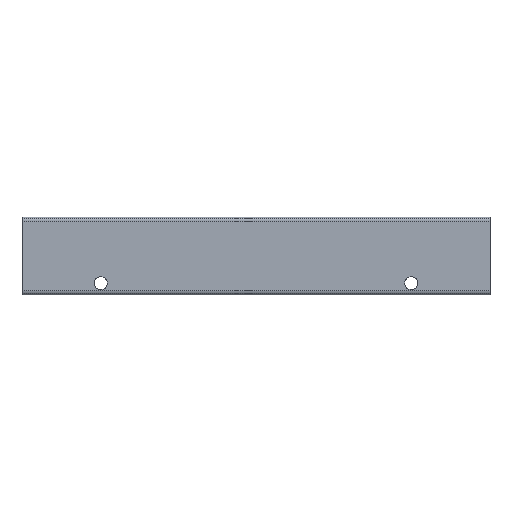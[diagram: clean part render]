
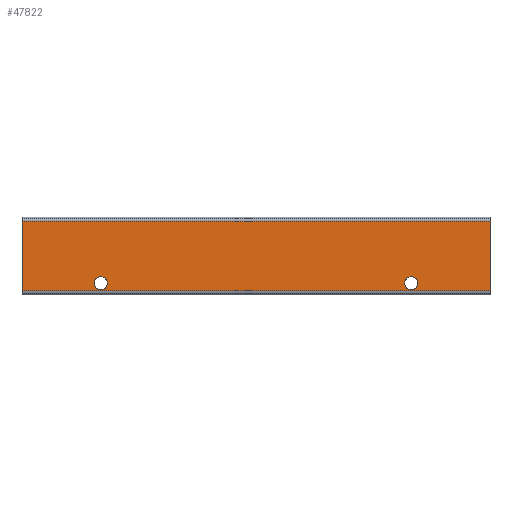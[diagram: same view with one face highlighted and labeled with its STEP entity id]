
A CAD part, top view. The second image highlights one B-rep face of the part: STEP entity #47822.
In plain terms, the highlighted planar face has unit normal (0, 0, 1).
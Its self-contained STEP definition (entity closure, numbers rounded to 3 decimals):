
#143=CARTESIAN_POINT('',(122.5,-10.5,10.0));
#144=VERTEX_POINT('',#143);
#160=CARTESIAN_POINT('',(117.5,-10.5,10.0));
#161=VERTEX_POINT('',#160);
#168=CARTESIAN_POINT('',(120.0,-10.5,10.0));
#169=DIRECTION('',(0.0,0.0,-1.0));
#170=DIRECTION('',(1.0,0.0,0.0));
#171=AXIS2_PLACEMENT_3D('',#168,#169,#170);
#172=CIRCLE('',#171,2.5);
#173=EDGE_CURVE('',#144,#161,#172,.T.);
#185=CARTESIAN_POINT('',(2.5,-10.5,10.0));
#186=VERTEX_POINT('',#185);
#202=CARTESIAN_POINT('',(-2.5,-10.5,10.0));
#203=VERTEX_POINT('',#202);
#210=CARTESIAN_POINT('',(0.,-10.5,10.0));
#211=DIRECTION('',(0.0,0.0,-1.0));
#212=DIRECTION('',(1.0,0.0,0.0));
#213=AXIS2_PLACEMENT_3D('',#210,#211,#212);
#214=CIRCLE('',#213,2.5);
#215=EDGE_CURVE('',#186,#203,#214,.T.);
#667=CARTESIAN_POINT('',(150.5,-13.5,10.0));
#668=VERTEX_POINT('',#667);
#676=CARTESIAN_POINT('',(-30.5,-13.5,10.0));
#677=VERTEX_POINT('',#676);
#678=CARTESIAN_POINT('',(150.5,-13.5,10.0));
#679=DIRECTION('',(-1.0,0.0,0.0));
#680=VECTOR('',#679,181.);
#681=LINE('',#678,#680);
#682=EDGE_CURVE('',#668,#677,#681,.T.);
#793=CARTESIAN_POINT('',(-30.5,13.5,10.0));
#794=VERTEX_POINT('',#793);
#802=CARTESIAN_POINT('',(150.5,13.5,10.0));
#803=VERTEX_POINT('',#802);
#804=CARTESIAN_POINT('',(-30.5,13.5,10.0));
#805=DIRECTION('',(1.0,0.0,0.0));
#806=VECTOR('',#805,181.);
#807=LINE('',#804,#806);
#808=EDGE_CURVE('',#794,#803,#807,.T.);
#47557=CARTESIAN_POINT('',(150.5,13.5,10.0));
#47558=DIRECTION('',(0.0,-1.0,0.0));
#47559=VECTOR('',#47558,27.0);
#47560=LINE('',#47557,#47559);
#47561=EDGE_CURVE('',#803,#668,#47560,.T.);
#47786=CARTESIAN_POINT('',(0.,0.,10.0));
#47787=DIRECTION('',(0.0,0.0,1.0));
#47788=DIRECTION('',(1.0,0.0,0.0));
#47789=AXIS2_PLACEMENT_3D('',#47786,#47787,#47788);
#47790=PLANE('',#47789);
#47791=ORIENTED_EDGE('',*,*,#808,.F.);
#47792=CARTESIAN_POINT('',(-30.5,-13.5,10.0));
#47793=DIRECTION('',(0.0,1.0,0.0));
#47794=VECTOR('',#47793,27.);
#47795=LINE('',#47792,#47794);
#47796=EDGE_CURVE('',#677,#794,#47795,.T.);
#47797=ORIENTED_EDGE('',*,*,#47796,.F.);
#47798=ORIENTED_EDGE('',*,*,#682,.F.);
#47799=ORIENTED_EDGE('',*,*,#47561,.F.);
#47800=EDGE_LOOP('',(#47791,#47797,#47798,#47799));
#47801=FACE_OUTER_BOUND('',#47800,.T.);
#47802=ORIENTED_EDGE('',*,*,#173,.T.);
#47803=CARTESIAN_POINT('',(120.0,-10.5,10.0));
#47804=DIRECTION('',(0.0,0.0,-1.0));
#47805=DIRECTION('',(1.0,0.0,0.0));
#47806=AXIS2_PLACEMENT_3D('',#47803,#47804,#47805);
#47807=CIRCLE('',#47806,2.5);
#47808=EDGE_CURVE('',#161,#144,#47807,.T.);
#47809=ORIENTED_EDGE('',*,*,#47808,.T.);
#47810=EDGE_LOOP('',(#47802,#47809));
#47811=FACE_BOUND('',#47810,.T.);
#47812=ORIENTED_EDGE('',*,*,#215,.T.);
#47813=CARTESIAN_POINT('',(0.,-10.5,10.0));
#47814=DIRECTION('',(0.0,0.0,-1.0));
#47815=DIRECTION('',(1.0,0.0,0.0));
#47816=AXIS2_PLACEMENT_3D('',#47813,#47814,#47815);
#47817=CIRCLE('',#47816,2.5);
#47818=EDGE_CURVE('',#203,#186,#47817,.T.);
#47819=ORIENTED_EDGE('',*,*,#47818,.T.);
#47820=EDGE_LOOP('',(#47812,#47819));
#47821=FACE_BOUND('',#47820,.T.);
#47822=ADVANCED_FACE('',(#47801,#47811,#47821),#47790,.T.);
